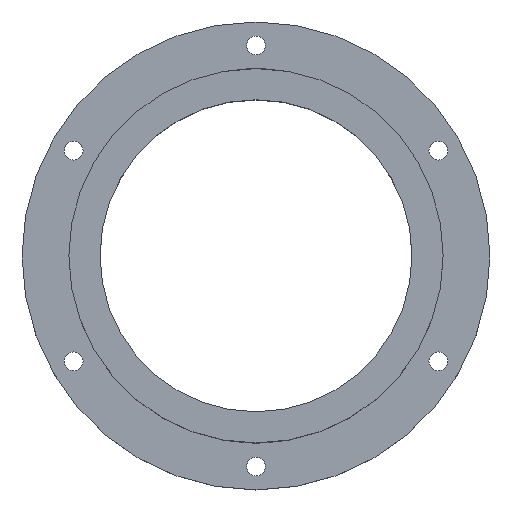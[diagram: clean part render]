
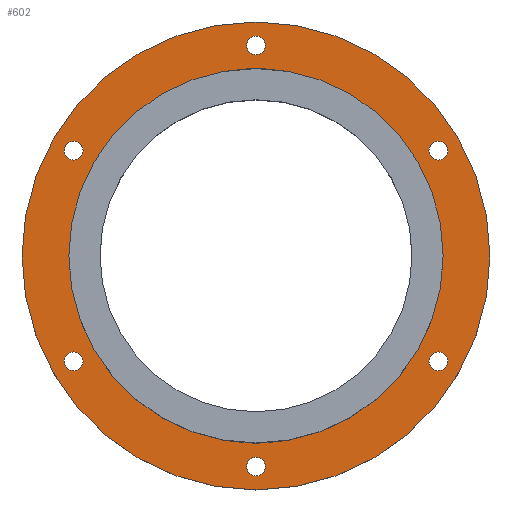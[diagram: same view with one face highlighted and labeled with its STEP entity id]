
A CAD part, top view. The second image highlights one B-rep face of the part: STEP entity #602.
In plain terms, the highlighted planar face has unit normal (0, 0, 1).
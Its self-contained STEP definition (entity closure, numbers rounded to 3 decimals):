
#89=CARTESIAN_POINT('',(0.,0.,15.));
#90=DIRECTION('',(0.,0.,1.));
#91=DIRECTION('',(1.,0.,0.));
#92=AXIS2_PLACEMENT_3D('',#89,#90,#91);
#94=CARTESIAN_POINT('',(0.,0.,15.));
#95=DIRECTION('',(0.,0.,1.));
#96=DIRECTION('',(-1.,0.,0.));
#97=AXIS2_PLACEMENT_3D('',#94,#95,#96);
#99=CARTESIAN_POINT('',(0.,67.5,15.));
#100=DIRECTION('',(0.,0.,-1.));
#101=DIRECTION('',(-1.,0.,0.));
#102=AXIS2_PLACEMENT_3D('',#99,#100,#101);
#104=CARTESIAN_POINT('',(0.,67.5,15.));
#105=DIRECTION('',(0.,0.,-1.));
#106=DIRECTION('',(1.,0.,0.));
#107=AXIS2_PLACEMENT_3D('',#104,#105,#106);
#109=CARTESIAN_POINT('',(-58.457,33.75,15.));
#110=DIRECTION('',(0.,0.,-1.));
#111=DIRECTION('',(-0.5,-0.866,0.));
#112=AXIS2_PLACEMENT_3D('',#109,#110,#111);
#114=CARTESIAN_POINT('',(-58.457,33.75,15.));
#115=DIRECTION('',(0.,0.,-1.));
#116=DIRECTION('',(0.5,0.866,0.));
#117=AXIS2_PLACEMENT_3D('',#114,#115,#116);
#119=CARTESIAN_POINT('',(-58.457,-33.75,15.));
#120=DIRECTION('',(0.,0.,-1.));
#121=DIRECTION('',(0.5,-0.866,0.));
#122=AXIS2_PLACEMENT_3D('',#119,#120,#121);
#124=CARTESIAN_POINT('',(-58.457,-33.75,15.));
#125=DIRECTION('',(0.,0.,-1.));
#126=DIRECTION('',(-0.5,0.866,0.));
#127=AXIS2_PLACEMENT_3D('',#124,#125,#126);
#129=CARTESIAN_POINT('',(0.,-67.5,15.));
#130=DIRECTION('',(0.,0.,-1.));
#131=DIRECTION('',(1.,0.,0.));
#132=AXIS2_PLACEMENT_3D('',#129,#130,#131);
#134=CARTESIAN_POINT('',(0.,-67.5,15.));
#135=DIRECTION('',(0.,0.,-1.));
#136=DIRECTION('',(-1.,0.,0.));
#137=AXIS2_PLACEMENT_3D('',#134,#135,#136);
#139=CARTESIAN_POINT('',(58.457,-33.75,15.));
#140=DIRECTION('',(0.,0.,-1.));
#141=DIRECTION('',(0.5,0.866,0.));
#142=AXIS2_PLACEMENT_3D('',#139,#140,#141);
#144=CARTESIAN_POINT('',(58.457,-33.75,15.));
#145=DIRECTION('',(0.,0.,-1.));
#146=DIRECTION('',(-0.5,-0.866,0.));
#147=AXIS2_PLACEMENT_3D('',#144,#145,#146);
#149=CARTESIAN_POINT('',(58.457,33.75,15.));
#150=DIRECTION('',(0.,0.,-1.));
#151=DIRECTION('',(-0.5,0.866,0.));
#152=AXIS2_PLACEMENT_3D('',#149,#150,#151);
#154=CARTESIAN_POINT('',(58.457,33.75,15.));
#155=DIRECTION('',(0.,0.,-1.));
#156=DIRECTION('',(0.5,-0.866,0.));
#157=AXIS2_PLACEMENT_3D('',#154,#155,#156);
#159=CARTESIAN_POINT('',(0.,0.,15.));
#160=DIRECTION('',(0.,0.,1.));
#161=DIRECTION('',(1.,0.,0.));
#162=AXIS2_PLACEMENT_3D('',#159,#160,#161);
#198=CARTESIAN_POINT('',(0.,0.,15.));
#199=DIRECTION('',(0.,0.,1.));
#200=DIRECTION('',(-1.,0.,0.));
#201=AXIS2_PLACEMENT_3D('',#198,#199,#200);
#397=CARTESIAN_POINT('',(75.,0.,15.));
#398=CARTESIAN_POINT('',(-75.,0.,15.));
#399=VERTEX_POINT('',#397);
#400=VERTEX_POINT('',#398);
#401=CARTESIAN_POINT('',(60.,0.,15.));
#402=CARTESIAN_POINT('',(-60.,0.,15.));
#403=VERTEX_POINT('',#401);
#404=VERTEX_POINT('',#402);
#417=CARTESIAN_POINT('',(-3.,67.5,15.));
#418=CARTESIAN_POINT('',(3.,67.5,15.));
#419=VERTEX_POINT('',#417);
#420=VERTEX_POINT('',#418);
#425=CARTESIAN_POINT('',(-59.957,31.152,15.));
#426=CARTESIAN_POINT('',(-56.957,36.348,15.));
#427=VERTEX_POINT('',#425);
#428=VERTEX_POINT('',#426);
#433=CARTESIAN_POINT('',(-56.957,-36.348,15.));
#434=CARTESIAN_POINT('',(-59.957,-31.152,15.));
#435=VERTEX_POINT('',#433);
#436=VERTEX_POINT('',#434);
#441=CARTESIAN_POINT('',(3.,-67.5,15.));
#442=CARTESIAN_POINT('',(-3.,-67.5,15.));
#443=VERTEX_POINT('',#441);
#444=VERTEX_POINT('',#442);
#449=CARTESIAN_POINT('',(59.957,-31.152,15.));
#450=CARTESIAN_POINT('',(56.957,-36.348,15.));
#451=VERTEX_POINT('',#449);
#452=VERTEX_POINT('',#450);
#457=CARTESIAN_POINT('',(56.957,36.348,15.));
#458=CARTESIAN_POINT('',(59.957,31.152,15.));
#459=VERTEX_POINT('',#457);
#460=VERTEX_POINT('',#458);
#551=CARTESIAN_POINT('',(0.,0.,15.));
#552=DIRECTION('',(0.,0.,1.));
#553=DIRECTION('',(1.,0.,0.));
#554=AXIS2_PLACEMENT_3D('',#551,#552,#553);
#555=PLANE('',#554);
#556=ORIENTED_EDGE('',*,*,#531,.F.);
#557=ORIENTED_EDGE('',*,*,#545,.F.);
#558=EDGE_LOOP('',(#556,#557));
#559=FACE_OUTER_BOUND('',#558,.F.);
#561=ORIENTED_EDGE('',*,*,#560,.T.);
#563=ORIENTED_EDGE('',*,*,#562,.T.);
#564=EDGE_LOOP('',(#561,#563));
#565=FACE_BOUND('',#564,.F.);
#567=ORIENTED_EDGE('',*,*,#566,.F.);
#569=ORIENTED_EDGE('',*,*,#568,.F.);
#570=EDGE_LOOP('',(#567,#569));
#571=FACE_BOUND('',#570,.F.);
#573=ORIENTED_EDGE('',*,*,#572,.F.);
#575=ORIENTED_EDGE('',*,*,#574,.F.);
#576=EDGE_LOOP('',(#573,#575));
#577=FACE_BOUND('',#576,.F.);
#579=ORIENTED_EDGE('',*,*,#578,.F.);
#581=ORIENTED_EDGE('',*,*,#580,.F.);
#582=EDGE_LOOP('',(#579,#581));
#583=FACE_BOUND('',#582,.F.);
#585=ORIENTED_EDGE('',*,*,#584,.F.);
#587=ORIENTED_EDGE('',*,*,#586,.F.);
#588=EDGE_LOOP('',(#585,#587));
#589=FACE_BOUND('',#588,.F.);
#591=ORIENTED_EDGE('',*,*,#590,.F.);
#593=ORIENTED_EDGE('',*,*,#592,.F.);
#594=EDGE_LOOP('',(#591,#593));
#595=FACE_BOUND('',#594,.F.);
#597=ORIENTED_EDGE('',*,*,#596,.F.);
#599=ORIENTED_EDGE('',*,*,#598,.F.);
#600=EDGE_LOOP('',(#597,#599));
#601=FACE_BOUND('',#600,.F.);
#602=ADVANCED_FACE('',(#559,#565,#571,#577,#583,#589,#595,#601),#555,.T.);
#93=CIRCLE('',#92,75.);
#98=CIRCLE('',#97,75.);
#103=CIRCLE('',#102,3.);
#108=CIRCLE('',#107,3.);
#113=CIRCLE('',#112,3.);
#118=CIRCLE('',#117,3.);
#123=CIRCLE('',#122,3.);
#128=CIRCLE('',#127,3.);
#133=CIRCLE('',#132,3.);
#138=CIRCLE('',#137,3.);
#143=CIRCLE('',#142,3.);
#148=CIRCLE('',#147,3.);
#153=CIRCLE('',#152,3.);
#158=CIRCLE('',#157,3.);
#163=CIRCLE('',#162,60.);
#202=CIRCLE('',#201,60.);
#531=EDGE_CURVE('',#399,#400,#93,.T.);
#545=EDGE_CURVE('',#400,#399,#98,.T.);
#560=EDGE_CURVE('',#403,#404,#163,.T.);
#562=EDGE_CURVE('',#404,#403,#202,.T.);
#566=EDGE_CURVE('',#419,#420,#103,.T.);
#568=EDGE_CURVE('',#420,#419,#108,.T.);
#572=EDGE_CURVE('',#427,#428,#113,.T.);
#574=EDGE_CURVE('',#428,#427,#118,.T.);
#578=EDGE_CURVE('',#435,#436,#123,.T.);
#580=EDGE_CURVE('',#436,#435,#128,.T.);
#584=EDGE_CURVE('',#443,#444,#133,.T.);
#586=EDGE_CURVE('',#444,#443,#138,.T.);
#590=EDGE_CURVE('',#451,#452,#143,.T.);
#592=EDGE_CURVE('',#452,#451,#148,.T.);
#596=EDGE_CURVE('',#459,#460,#153,.T.);
#598=EDGE_CURVE('',#460,#459,#158,.T.);
